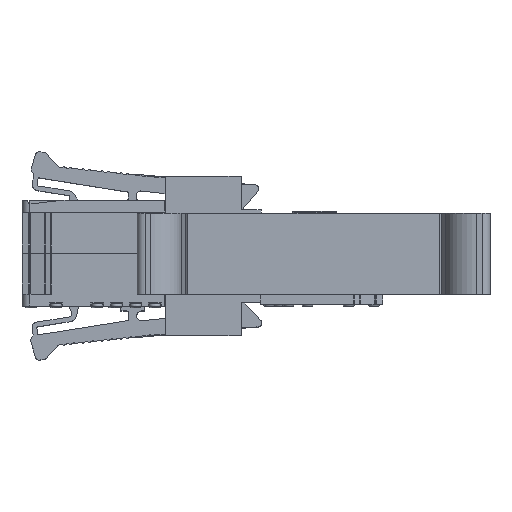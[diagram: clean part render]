
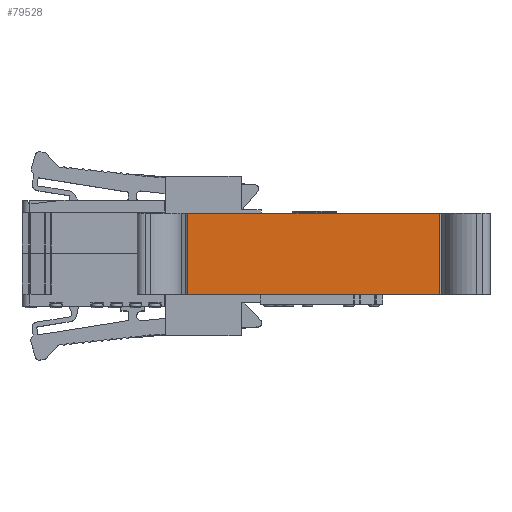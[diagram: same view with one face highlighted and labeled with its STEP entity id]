
A CAD part, top view. The second image highlights one B-rep face of the part: STEP entity #79528.
In plain terms, the highlighted planar face has unit normal (0, 0, 1).
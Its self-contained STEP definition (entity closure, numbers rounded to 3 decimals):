
#7819=ORIENTED_EDGE('',*,*,#23497,.T.);
#7820=ORIENTED_EDGE('',*,*,#23499,.F.);
#7821=ORIENTED_EDGE('',*,*,#23500,.F.);
#7822=ORIENTED_EDGE('',*,*,#23501,.T.);
#23497=EDGE_CURVE('',#31441,#31440,#36948,.T.);
#23499=EDGE_CURVE('',#31442,#31440,#36950,.T.);
#23500=EDGE_CURVE('',#31443,#31442,#36951,.T.);
#23501=EDGE_CURVE('',#31443,#31441,#36952,.T.);
#31440=VERTEX_POINT('',#109789);
#31441=VERTEX_POINT('',#109791);
#31442=VERTEX_POINT('',#109795);
#31443=VERTEX_POINT('',#109797);
#36948=LINE('',#109790,#43037);
#36950=LINE('',#109794,#43039);
#36951=LINE('',#109796,#43040);
#36952=LINE('',#109798,#43041);
#43037=VECTOR('',#91218,1000.);
#43039=VECTOR('',#91222,1000.);
#43040=VECTOR('',#91223,1000.);
#43041=VECTOR('',#91224,1000.);
#48102=EDGE_LOOP('',(#7819,#7820,#7821,#7822));
#51753=FACE_BOUND('',#48102,.T.);
#55092=PLANE('',#83354);
#79528=ADVANCED_FACE('',(#51753),#55092,.T.);
#83354=AXIS2_PLACEMENT_3D('',#109793,#91220,#91221);
#91218=DIRECTION('',(0.,1.,0.));
#91220=DIRECTION('',(0.,0.,1.));
#91221=DIRECTION('',(1.,0.,0.));
#91222=DIRECTION('',(1.,0.,0.));
#91223=DIRECTION('',(0.,1.,0.));
#91224=DIRECTION('',(1.,0.,0.));
#109789=CARTESIAN_POINT('',(39.07,10.121,5.255));
#109790=CARTESIAN_POINT('',(39.07,-0.039,5.255));
#109791=CARTESIAN_POINT('',(39.07,-0.039,5.255));
#109793=CARTESIAN_POINT('',(7.67,-0.039,5.255));
#109794=CARTESIAN_POINT('',(7.67,10.121,5.255));
#109795=CARTESIAN_POINT('',(7.67,10.121,5.255));
#109796=CARTESIAN_POINT('',(7.67,-0.039,5.255));
#109797=CARTESIAN_POINT('',(7.67,-0.039,5.255));
#109798=CARTESIAN_POINT('',(7.67,-0.039,5.255));
